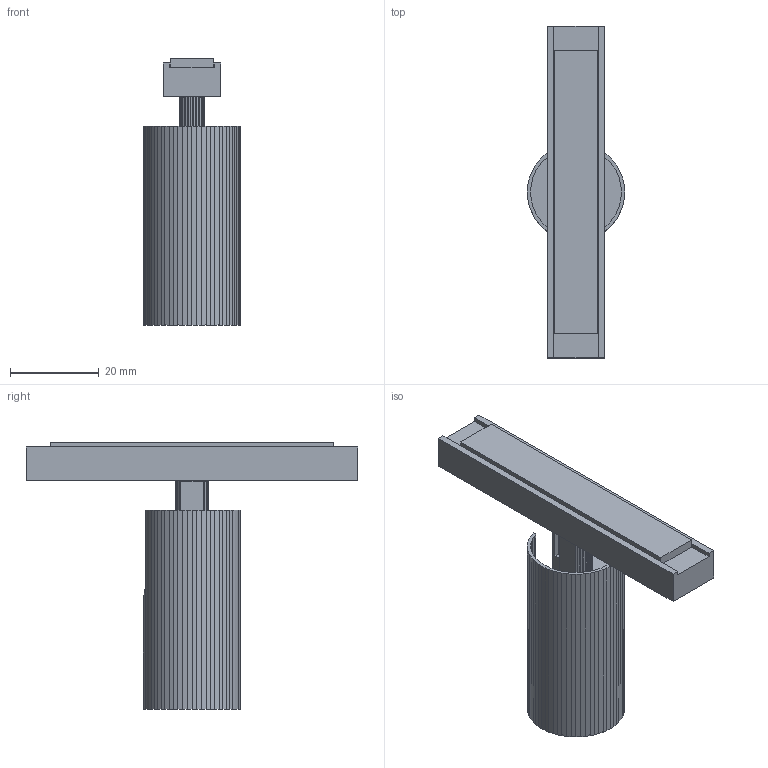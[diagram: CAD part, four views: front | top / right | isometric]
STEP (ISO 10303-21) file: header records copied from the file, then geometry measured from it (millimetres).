
FILE_DESCRIPTION(/* description */ ('This is a sample STEP configuration'),/* implementation_level */ '2;1');
FILE_NAME(/* name */ '708-102010xxxxxx SIMPLE.ipt_Rev_01.stp',/* time_stamp */ '2024-02-28T14:00:51+01:00',/* author */ ('powerJobs'),/* organization */ ('coolOrange'),/* preprocessor_version */ 'ST-DEVELOPER v19.2',/* originating_system */ 'Autodesk Inventor 2023',/* authorisation */ '');
FILE_SCHEMA (('AUTOMOTIVE_DESIGN { 1 0 10303 214 3 1 1 }'));
Length unit declared in the file: millimetre
Products named in the file (1): ENG000028461
Bounding box: 22 x 75 x 60.3 mm (x, y, z)
Volume: 21325.3 mm3; surface area: 8979.4 mm2
Topology: 2 solids, 2 shells, 409 faces, 1141 edges, 739 vertices
Faces by surface type: plane 409
Entity records: 12797 total; most frequent: CARTESIAN_POINT 2290, ORIENTED_EDGE 2282, DIRECTION 1961, LINE 1141, VECTOR 1141, EDGE_CURVE 1141, VERTEX_POINT 739, EDGE_LOOP 412
